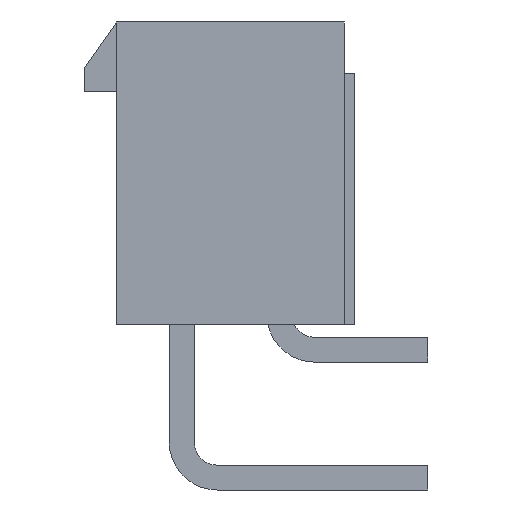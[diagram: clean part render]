
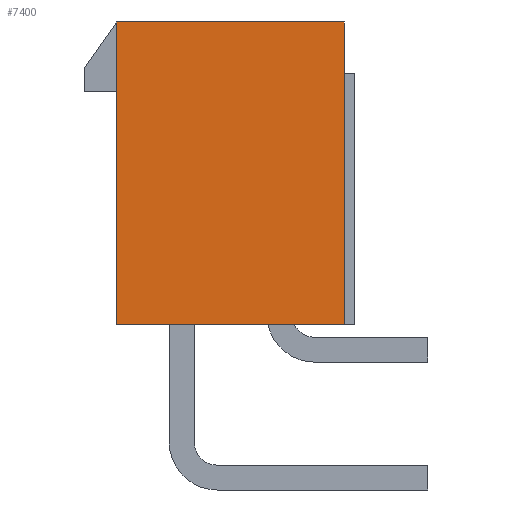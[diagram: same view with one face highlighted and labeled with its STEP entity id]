
A CAD part, left-side view. The second image highlights one B-rep face of the part: STEP entity #7400.
In plain terms, the highlighted planar face has unit normal (-1, 0, 0).
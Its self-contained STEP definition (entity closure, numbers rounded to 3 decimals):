
#97=DIRECTION('',(0.,-1.,0.));
#98=VECTOR('',#97,9.8);
#99=CARTESIAN_POINT('',(-25.8,4.9,0.));
#100=LINE('',#99,#98);
#638=DIRECTION('',(0.,-1.,0.));
#639=VECTOR('',#638,9.8);
#640=CARTESIAN_POINT('',(-25.8,4.9,-13.));
#641=LINE('',#640,#639);
#1110=DIRECTION('',(0.,0.,-1.));
#1111=VECTOR('',#1110,13.);
#1112=CARTESIAN_POINT('',(-25.8,4.9,0.));
#1113=LINE('',#1112,#1111);
#1134=DIRECTION('',(0.,0.,-1.));
#1135=VECTOR('',#1134,13.);
#1136=CARTESIAN_POINT('',(-25.8,-4.9,0.));
#1137=LINE('',#1136,#1135);
#5022=CARTESIAN_POINT('',(-25.8,-4.9,0.));
#5024=VERTEX_POINT('',#5022);
#5026=CARTESIAN_POINT('',(-25.8,4.9,0.));
#5027=VERTEX_POINT('',#5026);
#5029=CARTESIAN_POINT('',(-25.8,4.9,-13.));
#5031=VERTEX_POINT('',#5029);
#5032=CARTESIAN_POINT('',(-25.8,-4.9,-13.));
#5033=VERTEX_POINT('',#5032);
#7388=CARTESIAN_POINT('',(-25.8,4.9,0.));
#7389=DIRECTION('',(-1.,0.,0.));
#7390=DIRECTION('',(0.,-1.,0.));
#7391=AXIS2_PLACEMENT_3D('',#7388,#7389,#7390);
#7392=PLANE('',#7391);
#7393=ORIENTED_EDGE('',*,*,#6655,.T.);
#7395=ORIENTED_EDGE('',*,*,#7394,.T.);
#7396=ORIENTED_EDGE('',*,*,#7037,.F.);
#7397=ORIENTED_EDGE('',*,*,#7308,.F.);
#7398=EDGE_LOOP('',(#7393,#7395,#7396,#7397));
#7399=FACE_OUTER_BOUND('',#7398,.F.);
#7400=ADVANCED_FACE('',(#7399),#7392,.T.);
#6655=EDGE_CURVE('',#5027,#5024,#100,.T.);
#7037=EDGE_CURVE('',#5031,#5033,#641,.T.);
#7308=EDGE_CURVE('',#5027,#5031,#1113,.T.);
#7394=EDGE_CURVE('',#5024,#5033,#1137,.T.);
